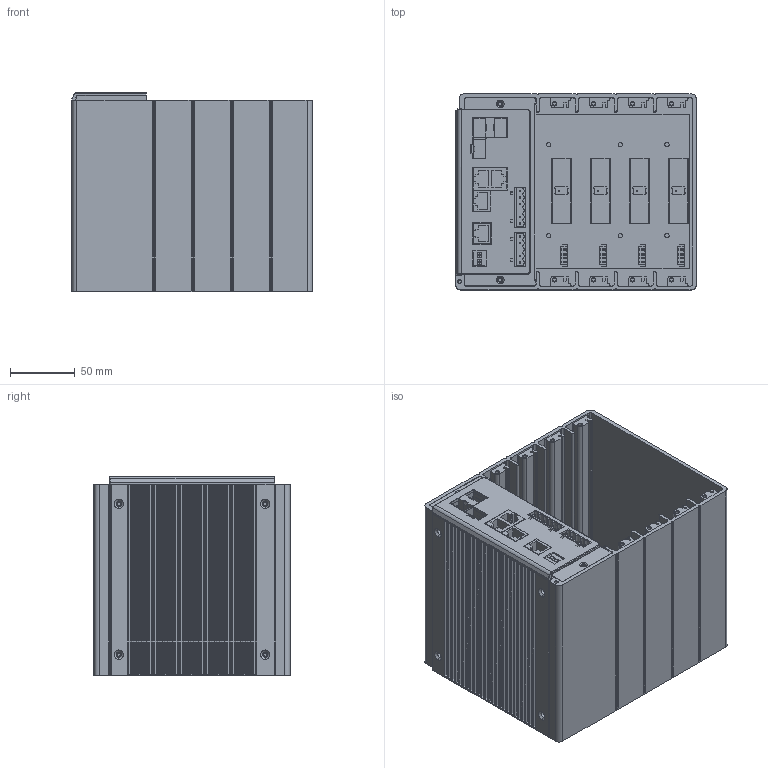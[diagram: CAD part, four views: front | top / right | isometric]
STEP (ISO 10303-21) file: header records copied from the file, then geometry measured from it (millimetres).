
FILE_DESCRIPTION((''),'2;1');
FILE_NAME('EDS-619','2014-05-12T',('Sam_Liu'),(''),'PRO/ENGINEER BY PARAMETRIC TECHNOLOGY CORPORATION, 2013230','PRO/ENGINEER BY PARAMETRIC TECHNOLOGY CORPORATION, 2013230','');
FILE_SCHEMA(('CONFIG_CONTROL_DESIGN'));
Products named in the file (1): EDS-619
Bounding box: 185 x 151 x 153.4 mm (x, y, z)
Volume: 748563.3 mm3; surface area: 574564.9 mm2
Topology: 3 solids, 5 shells, 3189 faces, 8212 edges, 5303 vertices
Faces by surface type: plane 1992, cylinder 1021, cone 92, torus 40, sphere 33, bspline 7, extrusion 4
Entity records: 97046 total; most frequent: CARTESIAN_POINT 17379, DIRECTION 16648, ORIENTED_EDGE 16358, EDGE_CURVE 8179, VECTOR 5862, LINE 5858, AXIS2_PLACEMENT_3D 5393, VERTEX_POINT 5303
